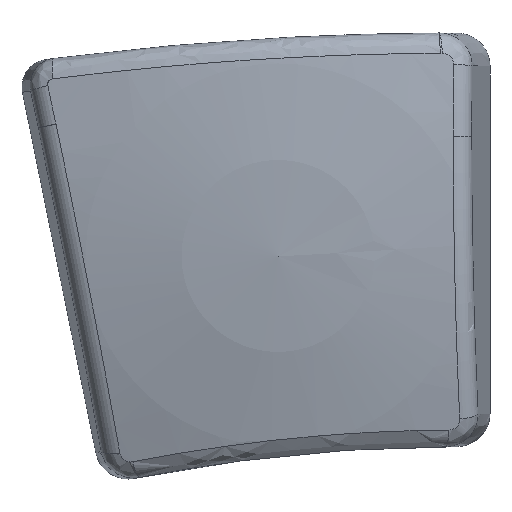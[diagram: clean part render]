
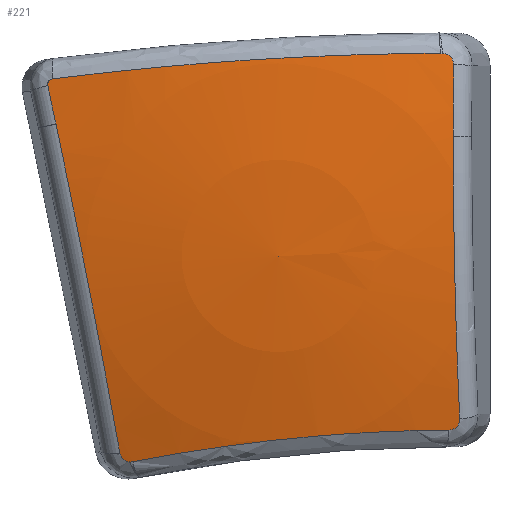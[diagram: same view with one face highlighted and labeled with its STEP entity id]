
A CAD part, top view. The second image highlights one B-rep face of the part: STEP entity #221.
In plain terms, the highlighted spherical face has radius 52.511 mm.
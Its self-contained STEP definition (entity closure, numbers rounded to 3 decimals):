
#27=CARTESIAN_POINT('',(210.975,-77.391,-44.056));
#28=DIRECTION('',(0.005,-0.104,0.995));
#29=DIRECTION('',(0.999,0.052,0.));
#30=AXIS2_PLACEMENT_3D('',#27,#28,#29);
#31=SPHERICAL_SURFACE('',#30,52.511);
#32=CARTESIAN_POINT('',(211.262,-82.873,8.167));
#33=VERTEX_POINT('',#32);
#34=CARTESIAN_POINT('',(219.3,-82.387,7.549));
#35=VERTEX_POINT('',#34);
#36=CARTESIAN_POINT('',(210.975,-77.391,-44.056));
#37=DIRECTION('',(-0.052,0.993,0.105));
#38=DIRECTION('',(0.999,0.052,0.));
#39=AXIS2_PLACEMENT_3D('',#36,#37,#38);
#40=CIRCLE('',#39,52.511);
#41=EDGE_CURVE('',#33,#35,#40,.T.);
#42=ORIENTED_EDGE('',*,*,#41,.T.);
#43=CARTESIAN_POINT('',(219.257,-77.391,7.798));
#44=VERTEX_POINT('',#43);
#45=CARTESIAN_POINT('',(227.874,-77.391,-41.077));
#46=DIRECTION('',(-0.985,-0.,-0.174));
#47=DIRECTION('',(0.174,0.,-0.985));
#48=AXIS2_PLACEMENT_3D('',#45,#46,#47);
#49=CIRCLE('',#48,49.628);
#50=EDGE_CURVE('',#35,#44,#49,.T.);
#51=ORIENTED_EDGE('',*,*,#50,.T.);
#52=CARTESIAN_POINT('',(219.275,-74.114,7.691));
#53=VERTEX_POINT('',#52);
#54=CARTESIAN_POINT('',(227.874,-77.391,-41.077));
#55=DIRECTION('',(-0.985,-0.,-0.174));
#56=DIRECTION('',(0.174,0.,-0.985));
#57=AXIS2_PLACEMENT_3D('',#54,#55,#56);
#58=CIRCLE('',#57,49.628);
#59=EDGE_CURVE('',#44,#53,#58,.T.);
#60=ORIENTED_EDGE('',*,*,#59,.T.);
#61=CARTESIAN_POINT('',(218.755,-73.615,7.738));
#62=VERTEX_POINT('',#61);
#63=CARTESIAN_POINT('',(219.275,-74.114,7.691));
#64=CARTESIAN_POINT('',(219.276,-74.047,7.687));
#65=CARTESIAN_POINT('',(219.262,-73.98,7.684));
#66=CARTESIAN_POINT('',(219.236,-73.918,7.684));
#67=CARTESIAN_POINT('',(219.209,-73.857,7.685));
#68=CARTESIAN_POINT('',(219.169,-73.801,7.687));
#69=CARTESIAN_POINT('',(219.12,-73.755,7.692));
#70=CARTESIAN_POINT('',(219.071,-73.709,7.696));
#71=CARTESIAN_POINT('',(219.012,-73.673,7.703));
#72=CARTESIAN_POINT('',(218.95,-73.649,7.711));
#73=CARTESIAN_POINT('',(218.888,-73.626,7.718));
#74=CARTESIAN_POINT('',(218.821,-73.614,7.728));
#75=CARTESIAN_POINT('',(218.755,-73.615,7.738));
#76=B_SPLINE_CURVE_WITH_KNOTS('',3,(#63,#64,#65,#66,#67,#68,#69,#70,#71,#72,#73,#74,#75),.UNSPECIFIED.,.F.,.F.,(4,3,3,3,4),(0.001,0.001,0.001,0.002,0.002),.UNSPECIFIED.);
#77=EDGE_CURVE('',#53,#62,#76,.T.);
#78=ORIENTED_EDGE('',*,*,#77,.T.);
#79=CARTESIAN_POINT('',(218.675,-73.616,7.75));
#80=VERTEX_POINT('',#79);
#81=CARTESIAN_POINT('',(218.755,-73.615,7.738));
#82=CARTESIAN_POINT('',(218.728,-73.615,7.742));
#83=CARTESIAN_POINT('',(218.701,-73.615,7.746));
#84=CARTESIAN_POINT('',(218.675,-73.616,7.75));
#85=B_SPLINE_CURVE_WITH_KNOTS('',3,(#81,#82,#83,#84),.UNSPECIFIED.,.F.,.F.,(4,4),(0.031,0.031),.UNSPECIFIED.);
#86=EDGE_CURVE('',#62,#80,#85,.T.);
#87=ORIENTED_EDGE('',*,*,#86,.T.);
#88=CARTESIAN_POINT('',(218.674,-73.603,7.749));
#89=VERTEX_POINT('',#88);
#90=CARTESIAN_POINT('',(218.89,-76.868,-44.056));
#91=DIRECTION('',(-0.998,-0.066,0.));
#92=DIRECTION('',(-0.066,0.998,0.));
#93=AXIS2_PLACEMENT_3D('',#90,#91,#92);
#94=CIRCLE('',#93,51.909);
#95=EDGE_CURVE('',#80,#89,#94,.T.);
#96=ORIENTED_EDGE('',*,*,#95,.T.);
#97=CARTESIAN_POINT('',(200.976,-74.774,7.428));
#98=VERTEX_POINT('',#97);
#99=CARTESIAN_POINT('',(218.674,-73.603,7.749));
#100=CARTESIAN_POINT('',(217.934,-73.607,7.859));
#101=CARTESIAN_POINT('',(217.189,-73.617,7.954));
#102=CARTESIAN_POINT('',(216.447,-73.632,8.033));
#103=CARTESIAN_POINT('',(215.705,-73.648,8.112));
#104=CARTESIAN_POINT('',(214.963,-73.669,8.176));
#105=CARTESIAN_POINT('',(214.223,-73.695,8.224));
#106=CARTESIAN_POINT('',(212.742,-73.749,8.32));
#107=CARTESIAN_POINT('',(211.264,-73.824,8.354));
#108=CARTESIAN_POINT('',(209.789,-73.922,8.327));
#109=CARTESIAN_POINT('',(206.839,-74.118,8.273));
#110=CARTESIAN_POINT('',(203.901,-74.402,7.977));
#111=CARTESIAN_POINT('',(200.976,-74.774,7.428));
#112=B_SPLINE_CURVE_WITH_KNOTS('',3,(#99,#100,#101,#102,#103,#104,#105,#106,#107,#108,#109,#110,#111),.UNSPECIFIED.,.F.,.F.,(4,3,3,3,4),(-0.,0.002,0.004,0.009,0.017),.UNSPECIFIED.);
#113=EDGE_CURVE('',#89,#98,#112,.T.);
#114=ORIENTED_EDGE('',*,*,#113,.T.);
#115=CARTESIAN_POINT('',(200.753,-75.08,7.399));
#116=VERTEX_POINT('',#115);
#117=CARTESIAN_POINT('',(200.976,-74.774,7.428));
#118=CARTESIAN_POINT('',(200.941,-74.779,7.421));
#119=CARTESIAN_POINT('',(200.907,-74.79,7.415));
#120=CARTESIAN_POINT('',(200.877,-74.808,7.41));
#121=CARTESIAN_POINT('',(200.846,-74.825,7.405));
#122=CARTESIAN_POINT('',(200.819,-74.85,7.401));
#123=CARTESIAN_POINT('',(200.798,-74.878,7.398));
#124=CARTESIAN_POINT('',(200.756,-74.935,7.392));
#125=CARTESIAN_POINT('',(200.739,-75.01,7.392));
#126=CARTESIAN_POINT('',(200.753,-75.08,7.399));
#127=B_SPLINE_CURVE_WITH_KNOTS('',3,(#117,#118,#119,#120,#121,#122,#123,#124,#125,#126),.UNSPECIFIED.,.F.,.F.,(4,3,3,4),(0.,0.,0.,0.),.UNSPECIFIED.);
#128=EDGE_CURVE('',#98,#116,#127,.T.);
#129=ORIENTED_EDGE('',*,*,#128,.T.);
#130=CARTESIAN_POINT('',(201.121,-76.835,7.519));
#131=VERTEX_POINT('',#130);
#132=CARTESIAN_POINT('',(197.305,-80.173,-42.836));
#133=DIRECTION('',(0.976,0.199,-0.087));
#134=DIRECTION('',(-0.199,0.98,0.));
#135=AXIS2_PLACEMENT_3D('',#132,#133,#134);
#136=CIRCLE('',#135,50.61);
#137=EDGE_CURVE('',#116,#131,#136,.T.);
#138=ORIENTED_EDGE('',*,*,#137,.T.);
#139=CARTESIAN_POINT('',(201.129,-76.834,7.52));
#140=VERTEX_POINT('',#139);
#141=CARTESIAN_POINT('',(201.129,-76.834,7.52));
#142=CARTESIAN_POINT('',(201.126,-76.834,7.52));
#143=CARTESIAN_POINT('',(201.124,-76.835,7.52));
#144=CARTESIAN_POINT('',(201.121,-76.835,7.519));
#145=B_SPLINE_CURVE_WITH_KNOTS('',3,(#141,#142,#143,#144),.UNSPECIFIED.,.F.,.F.,(4,4),(0.022,0.022),.UNSPECIFIED.);
#146=EDGE_CURVE('',#140,#131,#145,.T.);
#147=ORIENTED_EDGE('',*,*,#146,.F.);
#148=CARTESIAN_POINT('',(204.044,-91.853,5.946));
#149=VERTEX_POINT('',#148);
#150=CARTESIAN_POINT('',(197.312,-80.171,-42.837));
#151=DIRECTION('',(0.976,0.199,-0.087));
#152=DIRECTION('',(0.199,-0.98,0.));
#153=AXIS2_PLACEMENT_3D('',#150,#151,#152);
#154=CIRCLE('',#153,50.612);
#155=EDGE_CURVE('',#140,#149,#154,.T.);
#156=ORIENTED_EDGE('',*,*,#155,.T.);
#157=CARTESIAN_POINT('',(204.628,-92.244,5.909));
#158=VERTEX_POINT('',#157);
#159=CARTESIAN_POINT('',(204.044,-91.853,5.946));
#160=CARTESIAN_POINT('',(204.055,-91.916,5.93));
#161=CARTESIAN_POINT('',(204.079,-91.977,5.915));
#162=CARTESIAN_POINT('',(204.114,-92.031,5.904));
#163=CARTESIAN_POINT('',(204.15,-92.086,5.893));
#164=CARTESIAN_POINT('',(204.196,-92.133,5.885));
#165=CARTESIAN_POINT('',(204.252,-92.17,5.882));
#166=CARTESIAN_POINT('',(204.307,-92.207,5.878));
#167=CARTESIAN_POINT('',(204.37,-92.232,5.879));
#168=CARTESIAN_POINT('',(204.434,-92.245,5.884));
#169=CARTESIAN_POINT('',(204.498,-92.257,5.889));
#170=CARTESIAN_POINT('',(204.565,-92.256,5.897));
#171=CARTESIAN_POINT('',(204.628,-92.244,5.909));
#172=B_SPLINE_CURVE_WITH_KNOTS('',3,(#159,#160,#161,#162,#163,#164,#165,#166,#167,#168,#169,#170,#171),.UNSPECIFIED.,.F.,.F.,(4,3,3,3,4),(0.001,0.001,0.002,0.002,0.002),.UNSPECIFIED.);
#173=EDGE_CURVE('',#149,#158,#172,.T.);
#174=ORIENTED_EDGE('',*,*,#173,.T.);
#175=CARTESIAN_POINT('',(219.058,-90.796,6.068));
#176=VERTEX_POINT('',#175);
#177=CARTESIAN_POINT('',(204.628,-92.244,5.909));
#178=CARTESIAN_POINT('',(205.217,-92.129,6.018));
#179=CARTESIAN_POINT('',(205.813,-92.019,6.115));
#180=CARTESIAN_POINT('',(206.412,-91.917,6.199));
#181=CARTESIAN_POINT('',(207.01,-91.814,6.283));
#182=CARTESIAN_POINT('',(207.609,-91.718,6.354));
#183=CARTESIAN_POINT('',(208.208,-91.63,6.412));
#184=CARTESIAN_POINT('',(209.407,-91.453,6.527));
#185=CARTESIAN_POINT('',(210.608,-91.304,6.591));
#186=CARTESIAN_POINT('',(211.811,-91.183,6.604));
#187=CARTESIAN_POINT('',(214.218,-90.942,6.63));
#188=CARTESIAN_POINT('',(216.633,-90.812,6.454));
#189=CARTESIAN_POINT('',(219.058,-90.796,6.068));
#190=B_SPLINE_CURVE_WITH_KNOTS('',3,(#177,#178,#179,#180,#181,#182,#183,#184,#185,#186,#187,#188,#189),.UNSPECIFIED.,.F.,.F.,(4,3,3,3,4),(0.028,0.029,0.031,0.035,0.042),.UNSPECIFIED.);
#191=EDGE_CURVE('',#158,#176,#190,.T.);
#192=ORIENTED_EDGE('',*,*,#191,.T.);
#193=CARTESIAN_POINT('',(219.553,-90.296,6.116));
#194=VERTEX_POINT('',#193);
#195=CARTESIAN_POINT('',(219.058,-90.796,6.068));
#196=CARTESIAN_POINT('',(219.123,-90.795,6.057));
#197=CARTESIAN_POINT('',(219.189,-90.783,6.05));
#198=CARTESIAN_POINT('',(219.25,-90.759,6.046));
#199=CARTESIAN_POINT('',(219.311,-90.734,6.043));
#200=CARTESIAN_POINT('',(219.369,-90.697,6.043));
#201=CARTESIAN_POINT('',(219.416,-90.65,6.047));
#202=CARTESIAN_POINT('',(219.463,-90.603,6.052));
#203=CARTESIAN_POINT('',(219.499,-90.547,6.06));
#204=CARTESIAN_POINT('',(219.523,-90.486,6.072));
#205=CARTESIAN_POINT('',(219.546,-90.426,6.084));
#206=CARTESIAN_POINT('',(219.556,-90.36,6.099));
#207=CARTESIAN_POINT('',(219.553,-90.296,6.116));
#208=B_SPLINE_CURVE_WITH_KNOTS('',3,(#195,#196,#197,#198,#199,#200,#201,#202,#203,#204,#205,#206,#207),.UNSPECIFIED.,.F.,.F.,(4,3,3,3,4),(0.001,0.001,0.002,0.002,0.002),.UNSPECIFIED.);
#209=EDGE_CURVE('',#176,#194,#208,.T.);
#210=ORIENTED_EDGE('',*,*,#209,.T.);
#211=CARTESIAN_POINT('',(227.874,-77.391,-41.077));
#212=DIRECTION('',(-0.985,-0.,-0.174));
#213=DIRECTION('',(0.174,0.,-0.985));
#214=AXIS2_PLACEMENT_3D('',#211,#212,#213);
#215=CIRCLE('',#214,49.628);
#216=EDGE_CURVE('',#194,#35,#215,.T.);
#217=ORIENTED_EDGE('',*,*,#216,.T.);
#218=ORIENTED_EDGE('',*,*,#41,.F.);
#219=EDGE_LOOP('',(#42,#51,#60,#78,#87,#96,#114,#129,#138,#147,#156,#174,#192,#210,#217,#218));
#220=FACE_BOUND('',#219,.T.);
#221=ADVANCED_FACE('',(#220),#31,.T.);
